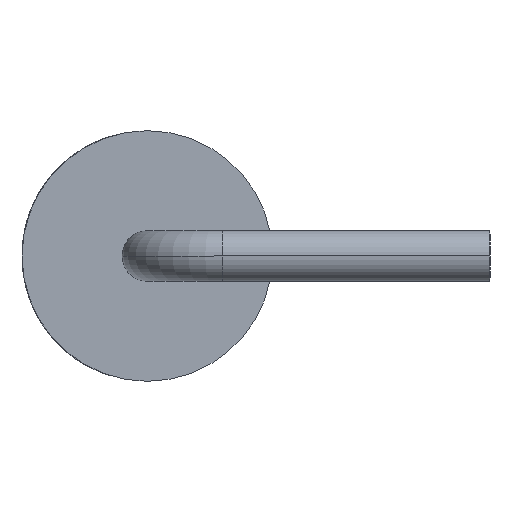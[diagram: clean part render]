
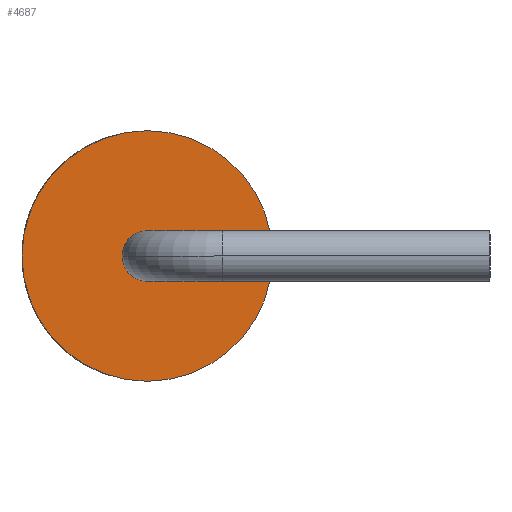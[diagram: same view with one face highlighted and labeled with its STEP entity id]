
A CAD part, left-side view. The second image highlights one B-rep face of the part: STEP entity #4687.
In plain terms, the highlighted planar face has unit normal (-1, 0, 0).
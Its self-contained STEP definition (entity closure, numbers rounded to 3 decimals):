
#34 = DIRECTION ( 'NONE',  ( 0., 0., -1. ) ) ;
#243 = EDGE_CURVE ( 'NONE', #619, #1953, #2597, .T. ) ;
#454 = DIRECTION ( 'NONE',  ( 1., 0., 0. ) ) ;
#473 = CARTESIAN_POINT ( 'NONE',  ( 2.87, 4.116, 0. ) ) ;
#528 = CARTESIAN_POINT ( 'NONE',  ( 2.87, 4.65, 0. ) ) ;
#541 = AXIS2_PLACEMENT_3D ( 'NONE', #3780, #635, #2961 ) ;
#612 = DIRECTION ( 'NONE',  ( -1., 0., 0. ) ) ;
#619 = VERTEX_POINT ( 'NONE', #2764 ) ;
#634 = VERTEX_POINT ( 'NONE', #473 ) ;
#635 = DIRECTION ( 'NONE',  ( 1., 0., 0. ) ) ;
#647 = EDGE_CURVE ( 'NONE', #634, #2370, #1429, .T. ) ;
#775 = CIRCLE ( 'NONE', #3631, 2.65 ) ;
#1252 = ORIENTED_EDGE ( 'NONE', *, *, #4351, .F. ) ;
#1291 = DIRECTION ( 'NONE',  ( 0., 0., -1. ) ) ;
#1341 = PLANE ( 'NONE',  #541 ) ;
#1427 = CARTESIAN_POINT ( 'NONE',  ( 2.87, 4.65, 0. ) ) ;
#1429 = CIRCLE ( 'NONE', #3769, 0.533 ) ;
#1634 = CARTESIAN_POINT ( 'NONE',  ( 2.87, 5.183, 0. ) ) ;
#1953 = VERTEX_POINT ( 'NONE', #3604 ) ;
#2370 = VERTEX_POINT ( 'NONE', #1634 ) ;
#2410 = DIRECTION ( 'NONE',  ( -1., 0., 0. ) ) ;
#2413 = ORIENTED_EDGE ( 'NONE', *, *, #2479, .F. ) ;
#2440 = ORIENTED_EDGE ( 'NONE', *, *, #243, .F. ) ;
#2479 = EDGE_CURVE ( 'NONE', #1953, #619, #775, .T. ) ;
#2597 = CIRCLE ( 'NONE', #4863, 2.65 ) ;
#2635 = FACE_BOUND ( 'NONE', #3092, .T. ) ;
#2764 = CARTESIAN_POINT ( 'NONE',  ( 2.87, 4.65, -2.65 ) ) ;
#2961 = DIRECTION ( 'NONE',  ( 0., 0., -1. ) ) ;
#3092 = EDGE_LOOP ( 'NONE', ( #3411, #1252 ) ) ;
#3304 = CARTESIAN_POINT ( 'NONE',  ( 2.87, 4.65, 0. ) ) ;
#3411 = ORIENTED_EDGE ( 'NONE', *, *, #647, .F. ) ;
#3416 = FACE_OUTER_BOUND ( 'NONE', #4200, .T. ) ;
#3604 = CARTESIAN_POINT ( 'NONE',  ( 2.87, 4.65, 2.65 ) ) ;
#3631 = AXIS2_PLACEMENT_3D ( 'NONE', #528, #4860, #1291 ) ;
#3634 = AXIS2_PLACEMENT_3D ( 'NONE', #1427, #612, #4606 ) ;
#3641 = CIRCLE ( 'NONE', #3634, 0.533 ) ;
#3769 = AXIS2_PLACEMENT_3D ( 'NONE', #3304, #2410, #34 ) ;
#3780 = CARTESIAN_POINT ( 'NONE',  ( 2.87, 4.65, 0. ) ) ;
#4200 = EDGE_LOOP ( 'NONE', ( #2413, #2440 ) ) ;
#4351 = EDGE_CURVE ( 'NONE', #2370, #634, #3641, .T. ) ;
#4499 = CARTESIAN_POINT ( 'NONE',  ( 2.87, 4.65, 0. ) ) ;
#4606 = DIRECTION ( 'NONE',  ( 0., 0., -1. ) ) ;
#4687 = ADVANCED_FACE ( 'NONE', ( #2635, #3416 ), #1341, .F. ) ;
#4857 = DIRECTION ( 'NONE',  ( 0., 0., -1. ) ) ;
#4860 = DIRECTION ( 'NONE',  ( 1., 0., 0. ) ) ;
#4863 = AXIS2_PLACEMENT_3D ( 'NONE', #4499, #454, #4857 ) ;
